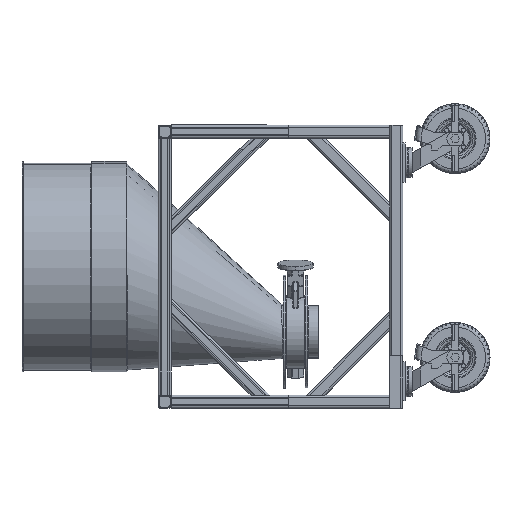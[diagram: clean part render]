
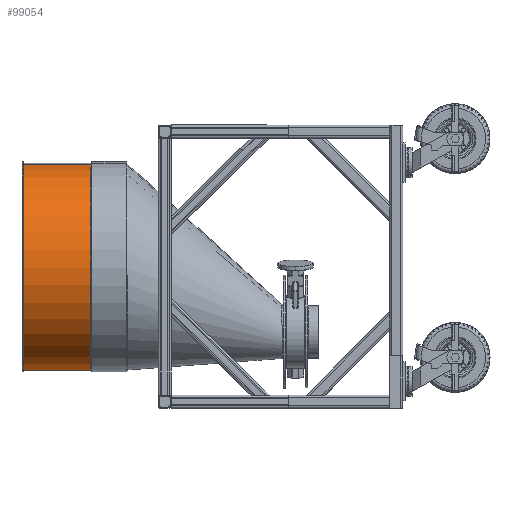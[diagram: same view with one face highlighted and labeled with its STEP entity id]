
A CAD part, left-side view. The second image highlights one B-rep face of the part: STEP entity #99054.
In plain terms, the highlighted cylindrical face has radius 301.625 mm (diameter 603.25 mm), a partial arc.
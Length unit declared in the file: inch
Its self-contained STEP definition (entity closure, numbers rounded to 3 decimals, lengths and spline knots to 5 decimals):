
#1564 = CARTESIAN_POINT ( 'NONE',  ( 0., -7.9, -11.875 ) ) ;
#4223 = ORIENTED_EDGE ( 'NONE', *, *, #96220, .T. ) ;
#4336 = CIRCLE ( 'NONE', #90644, 11.875 ) ;
#5827 = CARTESIAN_POINT ( 'NONE',  ( 0., -0.125, 11.875 ) ) ;
#6538 = VERTEX_POINT ( 'NONE', #85103 ) ;
#6587 = LINE ( 'NONE', #61132, #9012 ) ;
#9012 = VECTOR ( 'NONE', #85545, 39.37008 ) ;
#11626 = FACE_OUTER_BOUND ( 'NONE', #71023, .T. ) ;
#20281 = DIRECTION ( 'NONE',  ( 0., 0., 1. ) ) ;
#29071 = DIRECTION ( 'NONE',  ( 0., 1., 0. ) ) ;
#31923 = DIRECTION ( 'NONE',  ( 0., 1., 0. ) ) ;
#32711 = ORIENTED_EDGE ( 'NONE', *, *, #61896, .F. ) ;
#32798 = VECTOR ( 'NONE', #31923, 39.37008 ) ;
#35026 = VERTEX_POINT ( 'NONE', #5827 ) ;
#35400 = ORIENTED_EDGE ( 'NONE', *, *, #100017, .T. ) ;
#35986 = AXIS2_PLACEMENT_3D ( 'NONE', #74967, #98884, #41747 ) ;
#36394 = CARTESIAN_POINT ( 'NONE',  ( 0., -0.125, 0. ) ) ;
#41747 = DIRECTION ( 'NONE',  ( 0., 0., 1. ) ) ;
#42250 = CYLINDRICAL_SURFACE ( 'NONE', #35986, 11.875 ) ;
#52325 = CIRCLE ( 'NONE', #67196, 11.875 ) ;
#53006 = DIRECTION ( 'NONE',  ( 0., 0., -1. ) ) ;
#56230 = VERTEX_POINT ( 'NONE', #1564 ) ;
#60277 = DIRECTION ( 'NONE',  ( 0., -1., 0. ) ) ;
#61132 = CARTESIAN_POINT ( 'NONE',  ( 0., -12., 11.875 ) ) ;
#61896 = EDGE_CURVE ( 'NONE', #6538, #35026, #6587, .T. ) ;
#67196 = AXIS2_PLACEMENT_3D ( 'NONE', #69603, #29071, #53006 ) ;
#69603 = CARTESIAN_POINT ( 'NONE',  ( 0., -7.9, 0. ) ) ;
#70810 = VERTEX_POINT ( 'NONE', #100540 ) ;
#71023 = EDGE_LOOP ( 'NONE', ( #84065, #35400, #4223, #32711 ) ) ;
#74967 = CARTESIAN_POINT ( 'NONE',  ( 0., -12., 0. ) ) ;
#84065 = ORIENTED_EDGE ( 'NONE', *, *, #95080, .T. ) ;
#85103 = CARTESIAN_POINT ( 'NONE',  ( 0., -7.9, 11.875 ) ) ;
#85545 = DIRECTION ( 'NONE',  ( 0., 1., 0. ) ) ;
#87010 = CARTESIAN_POINT ( 'NONE',  ( 0., -12., -11.875 ) ) ;
#88041 = LINE ( 'NONE', #87010, #32798 ) ;
#90644 = AXIS2_PLACEMENT_3D ( 'NONE', #36394, #60277, #20281 ) ;
#95080 = EDGE_CURVE ( 'NONE', #6538, #56230, #52325, .T. ) ;
#96220 = EDGE_CURVE ( 'NONE', #70810, #35026, #4336, .T. ) ;
#98884 = DIRECTION ( 'NONE',  ( 0., 1., 0. ) ) ;
#99054 = ADVANCED_FACE ( 'NONE', ( #11626 ), #42250, .T. ) ;
#100017 = EDGE_CURVE ( 'NONE', #56230, #70810, #88041, .T. ) ;
#100540 = CARTESIAN_POINT ( 'NONE',  ( 0., -0.125, -11.875 ) ) ;
